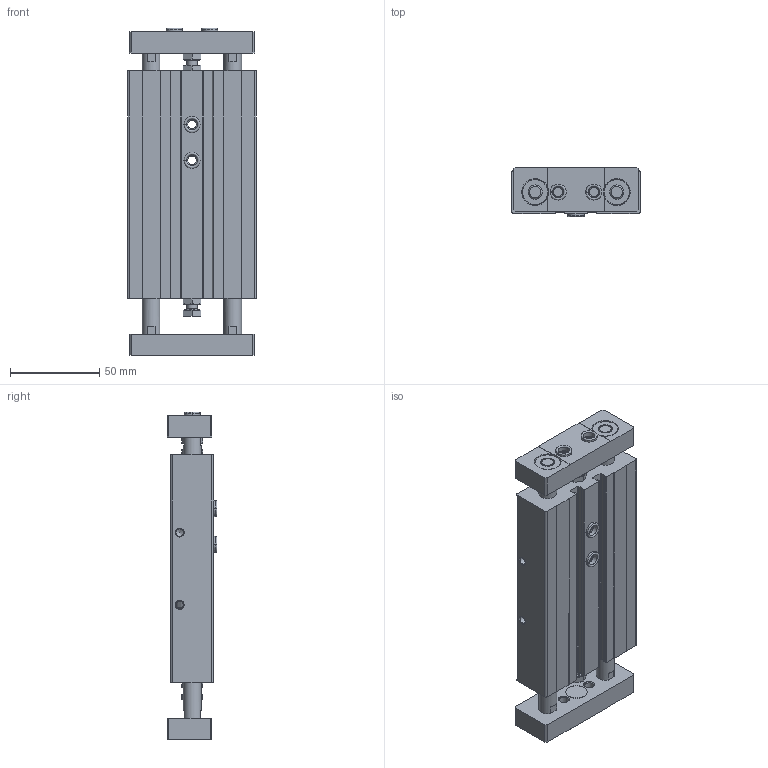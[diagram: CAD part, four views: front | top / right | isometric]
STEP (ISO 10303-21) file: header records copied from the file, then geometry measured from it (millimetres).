
FILE_DESCRIPTION(/* description */ ('STEP AP214'),/* implementation_level */ '2;1');
FILE_NAME(/* name */ '162082_DPZJ-20-10-P-A-KF-S2',/* time_stamp */ '2024-08-21T01:46:34+02:00',/* author */ ('License CC BY-ND 4.0'),/* organization */ ('CADENAS'),/* preprocessor_version */ 'ST-DEVELOPER v19.3',/* originating_system */ 'PARTsolutions',/* authorisation */ ' ');
FILE_SCHEMA (('AUTOMOTIVE_DESIGN {1 0 10303 214 3 1 1}'));
Length unit declared in the file: millimetre
Products named in the file (6): 162082 DPZJ-20-10-P-A-KF-S2---(asm_0); 162082 DPZJ-20-10-P-A-KF-S2---(Z); 162082 DPZJ-20-10-P-A-KF-S2---(K); 8137184 ZBH-9-B; DIN-439-B - M6(F); Hexagon bolt DIN 933 - M6x16
Assembly tree (10 placements, depth 2):
  162082 DPZJ-20-10-P-A-KF-S2---(asm_0)
    162082 DPZJ-20-10-P-A-KF-S2---(Z)
    162082 DPZJ-20-10-P-A-KF-S2---(K)
    8137184 ZBH-9-B  x4
    DIN-439-B - M6(F)  x2
    Hexagon bolt DIN 933 - M6x16  x2
Bounding box: 72 x 27.8 x 183 mm (x, y, z)
Volume: 241765.5 mm3; surface area: 74187.8 mm2
Topology: 10 solids, 10 shells, 352 faces, 860 edges, 551 vertices
Faces by surface type: plane 176, cylinder 102, cone 64, torus 10
Full cylindrical faces by diameter (mm): 4.134 x10, 4.917 x10, 6 x2, 8 x4, 8.88 x2, 9 x8, 10 x8, 12 x2, 14 x4, 15 x4, 20 x4
Entity records: 8584 total; most frequent: CARTESIAN_POINT 1587, DIRECTION 1451, ORIENTED_EDGE 1252, EDGE_CURVE 626, AXIS2_PLACEMENT_3D 560, VERTEX_POINT 461, FACE_BOUND 457, EDGE_LOOP 450
